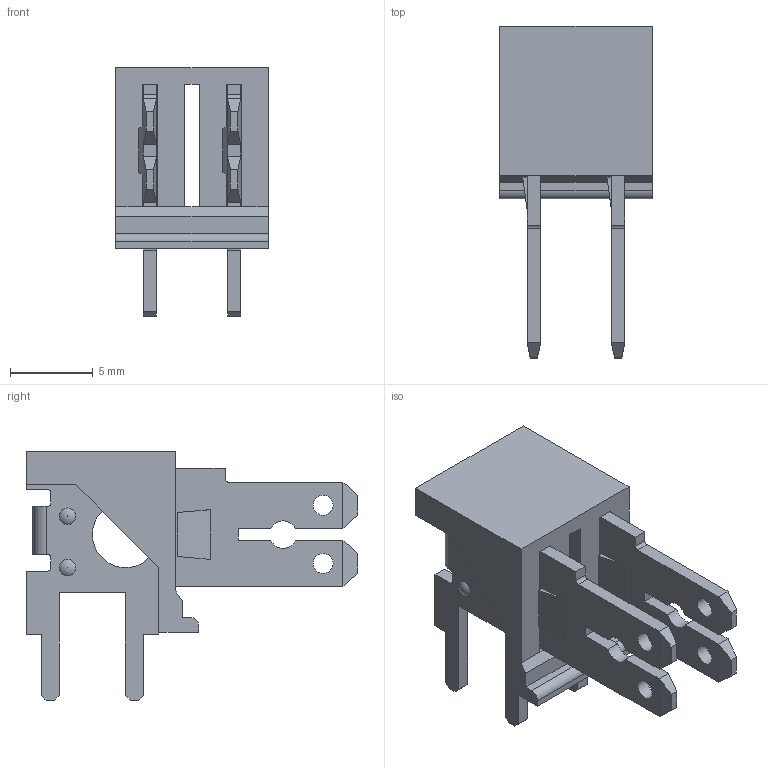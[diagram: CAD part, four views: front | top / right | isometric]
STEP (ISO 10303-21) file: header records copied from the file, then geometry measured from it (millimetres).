
FILE_DESCRIPTION(/* description */ ('Unknown'),/* implementation_level */ '2;1');
FILE_NAME(/* name */ 'J_Wurth_WR-FAST_638207122002',/* time_stamp */ '2025-06-19T09:59:24+08:00',/* author */ ('Unknown'),/* organization */ ('Unknown'),/* preprocessor_version */ 'ST-DEVELOPER v19.4',/* originating_system */ 'Solid Edge',/* authorisation */ 'Unknown');
FILE_SCHEMA (('AUTOMOTIVE_DESIGN {1 0 10303 214 3 1 1}'));
Length unit declared in the file: millimetre
Products named in the file (2): J_Wurth_WR-FAST_638207122002
Assembly tree (1 placements, depth 2):
  J_Wurth_WR-FAST_638207122002
    J_Wurth_WR-FAST_638207122002
Bounding box: 9.2 x 20 x 15 mm (x, y, z)
Volume: 516.1 mm3; surface area: 1274.2 mm2
Topology: 1 solids, 1 shells, 182 faces, 526 edges, 336 vertices
Faces by surface type: plane 141, cylinder 29, cone 8, torus 4
Full cylindrical faces by diameter (mm): 1.2 x4, 4 x2
Entity records: 7082 total; most frequent: CARTESIAN_POINT 1016, ORIENTED_EDGE 1004, DIRECTION 936, EDGE_CURVE 502, LINE 436, VECTOR 436, VERTEX_POINT 330, AXIS2_PLACEMENT_3D 250
